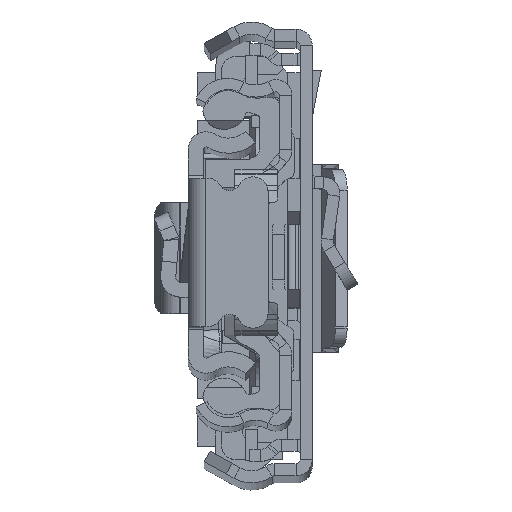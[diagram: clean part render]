
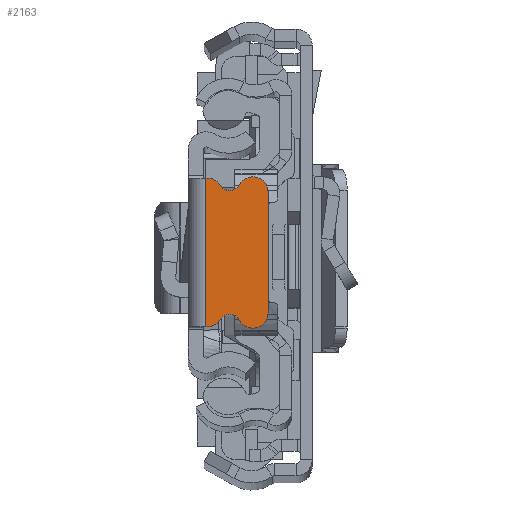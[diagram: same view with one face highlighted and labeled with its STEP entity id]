
A CAD part, top view. The second image highlights one B-rep face of the part: STEP entity #2163.
In plain terms, the highlighted planar face has unit normal (0, 0, 1).
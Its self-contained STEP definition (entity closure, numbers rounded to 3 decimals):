
#1067 = ORIENTED_EDGE ( 'NONE', *, *, #1214, .T. ) ;
#1108 = CARTESIAN_POINT ( 'NONE',  ( -3.206, 6.658, 0. ) ) ;
#1214 = EDGE_CURVE ( 'NONE', #23280, #33616, #12277, .T. ) ;
#1357 = CARTESIAN_POINT ( 'NONE',  ( 397.771, 0., 0. ) ) ;
#1823 = CARTESIAN_POINT ( 'NONE',  ( -1.75, 7.37, 0. ) ) ;
#2163 = ADVANCED_FACE ( 'NONE', ( #28179 ), #15300, .T. ) ;
#2358 = AXIS2_PLACEMENT_3D ( 'NONE', #21143, #26773, #13032 ) ;
#2911 = AXIS2_PLACEMENT_3D ( 'NONE', #13902, #13734, #10739 ) ;
#2937 = CARTESIAN_POINT ( 'NONE',  ( -1.929, -5.87, 0. ) ) ;
#3125 = DIRECTION ( 'NONE',  ( 0., 0., 1. ) ) ;
#3150 = LINE ( 'NONE', #8299, #8838 ) ;
#3807 = EDGE_CURVE ( 'NONE', #10479, #31152, #22681, .T. ) ;
#4824 = CARTESIAN_POINT ( 'NONE',  ( -7.929, -6., 0. ) ) ;
#5069 = ORIENTED_EDGE ( 'NONE', *, *, #33696, .F. ) ;
#5339 = DIRECTION ( 'NONE',  ( 0., 0., 1. ) ) ;
#6436 = CARTESIAN_POINT ( 'NONE',  ( -6.429, 6., 0. ) ) ;
#6735 = DIRECTION ( 'NONE',  ( 1., 0., 0. ) ) ;
#7085 = ORIENTED_EDGE ( 'NONE', *, *, #3807, .T. ) ;
#7616 = ORIENTED_EDGE ( 'NONE', *, *, #9780, .T. ) ;
#8299 = CARTESIAN_POINT ( 'NONE',  ( -1.75, 0., 0. ) ) ;
#8632 = CARTESIAN_POINT ( 'NONE',  ( -5.109, 6.713, 0. ) ) ;
#8838 = VECTOR ( 'NONE', #23870, 1000. ) ;
#8910 = EDGE_LOOP ( 'NONE', ( #18300, #5069, #7085, #29599, #15359, #34558, #1067, #27751, #7616, #9601 ) ) ;
#9156 = AXIS2_PLACEMENT_3D ( 'NONE', #17257, #19703, #30462 ) ;
#9601 = ORIENTED_EDGE ( 'NONE', *, *, #10130, .F. ) ;
#9780 = EDGE_CURVE ( 'NONE', #22572, #17047, #12954, .T. ) ;
#10130 = EDGE_CURVE ( 'NONE', #28178, #17047, #18785, .T. ) ;
#10479 = VERTEX_POINT ( 'NONE', #11750 ) ;
#10739 = DIRECTION ( 'NONE',  ( 1., 0., 0. ) ) ;
#11164 = VECTOR ( 'NONE', #6735, 1000. ) ;
#11197 = DIRECTION ( 'NONE',  ( -1., 0., 0. ) ) ;
#11750 = CARTESIAN_POINT ( 'NONE',  ( -1.929, 7.37, 0. ) ) ;
#12018 = CARTESIAN_POINT ( 'NONE',  ( -5.109, -6.713, 0. ) ) ;
#12277 = CIRCLE ( 'NONE', #22427, 1.5 ) ;
#12520 = CARTESIAN_POINT ( 'NONE',  ( -7.929, 6., 0. ) ) ;
#12940 = DIRECTION ( 'NONE',  ( 0., -1., 0. ) ) ;
#12954 = CIRCLE ( 'NONE', #21919, 1.5 ) ;
#13032 = DIRECTION ( 'NONE',  ( -1., 0., 0. ) ) ;
#13734 = DIRECTION ( 'NONE',  ( 0., 0., -1. ) ) ;
#13846 = DIRECTION ( 'NONE',  ( -1., 0., 0. ) ) ;
#13902 = CARTESIAN_POINT ( 'NONE',  ( -4.142, 7.236, 0. ) ) ;
#14719 = VERTEX_POINT ( 'NONE', #1823 ) ;
#14787 = CIRCLE ( 'NONE', #9156, 1.1 ) ;
#15300 = PLANE ( 'NONE',  #21497 ) ;
#15359 = ORIENTED_EDGE ( 'NONE', *, *, #17037, .T. ) ;
#15688 = EDGE_CURVE ( 'NONE', #31152, #33414, #19824, .T. ) ;
#15811 = EDGE_CURVE ( 'NONE', #33616, #22572, #14787, .T. ) ;
#16646 = VERTEX_POINT ( 'NONE', #12520 ) ;
#16681 = CARTESIAN_POINT ( 'NONE',  ( -7.929, -6., 0. ) ) ;
#16839 = CARTESIAN_POINT ( 'NONE',  ( -1.929, -7.37, 0. ) ) ;
#17037 = EDGE_CURVE ( 'NONE', #33414, #16646, #21582, .T. ) ;
#17047 = VERTEX_POINT ( 'NONE', #16839 ) ;
#17257 = CARTESIAN_POINT ( 'NONE',  ( -4.142, -7.236, 0. ) ) ;
#17652 = AXIS2_PLACEMENT_3D ( 'NONE', #6436, #30740, #13846 ) ;
#18300 = ORIENTED_EDGE ( 'NONE', *, *, #21857, .F. ) ;
#18785 = LINE ( 'NONE', #24620, #21403 ) ;
#19703 = DIRECTION ( 'NONE',  ( 0., 0., -1. ) ) ;
#19824 = CIRCLE ( 'NONE', #2911, 1.1 ) ;
#20125 = LINE ( 'NONE', #26107, #11164 ) ;
#21143 = CARTESIAN_POINT ( 'NONE',  ( -1.929, 5.87, 0. ) ) ;
#21403 = VECTOR ( 'NONE', #11197, 1000. ) ;
#21497 = AXIS2_PLACEMENT_3D ( 'NONE', #1357, #33600, #23248 ) ;
#21582 = CIRCLE ( 'NONE', #17652, 1.5 ) ;
#21820 = DIRECTION ( 'NONE',  ( 1., 0., 0. ) ) ;
#21857 = EDGE_CURVE ( 'NONE', #14719, #28178, #3150, .T. ) ;
#21919 = AXIS2_PLACEMENT_3D ( 'NONE', #2937, #3125, #21820 ) ;
#22427 = AXIS2_PLACEMENT_3D ( 'NONE', #24400, #5339, #27372 ) ;
#22572 = VERTEX_POINT ( 'NONE', #25857 ) ;
#22681 = CIRCLE ( 'NONE', #2358, 1.5 ) ;
#23248 = DIRECTION ( 'NONE',  ( 1., 0., 0. ) ) ;
#23280 = VERTEX_POINT ( 'NONE', #16681 ) ;
#23551 = CARTESIAN_POINT ( 'NONE',  ( -1.75, -7.37, 0. ) ) ;
#23870 = DIRECTION ( 'NONE',  ( 0., -1., 0. ) ) ;
#24400 = CARTESIAN_POINT ( 'NONE',  ( -6.429, -6., 0. ) ) ;
#24620 = CARTESIAN_POINT ( 'NONE',  ( -1.929, -7.37, 0. ) ) ;
#25857 = CARTESIAN_POINT ( 'NONE',  ( -3.206, -6.658, 0. ) ) ;
#26107 = CARTESIAN_POINT ( 'NONE',  ( -1.929, 7.37, 0. ) ) ;
#26773 = DIRECTION ( 'NONE',  ( 0., 0., 1. ) ) ;
#27372 = DIRECTION ( 'NONE',  ( 1., 0., 0. ) ) ;
#27613 = EDGE_CURVE ( 'NONE', #16646, #23280, #29494, .T. ) ;
#27751 = ORIENTED_EDGE ( 'NONE', *, *, #15811, .T. ) ;
#28178 = VERTEX_POINT ( 'NONE', #23551 ) ;
#28179 = FACE_OUTER_BOUND ( 'NONE', #8910, .T. ) ;
#29494 = LINE ( 'NONE', #4824, #33513 ) ;
#29599 = ORIENTED_EDGE ( 'NONE', *, *, #15688, .T. ) ;
#30462 = DIRECTION ( 'NONE',  ( -1., 0., 0. ) ) ;
#30740 = DIRECTION ( 'NONE',  ( 0., 0., 1. ) ) ;
#31152 = VERTEX_POINT ( 'NONE', #1108 ) ;
#33414 = VERTEX_POINT ( 'NONE', #8632 ) ;
#33513 = VECTOR ( 'NONE', #12940, 1000. ) ;
#33600 = DIRECTION ( 'NONE',  ( 0., 0., 1. ) ) ;
#33616 = VERTEX_POINT ( 'NONE', #12018 ) ;
#33696 = EDGE_CURVE ( 'NONE', #10479, #14719, #20125, .T. ) ;
#34558 = ORIENTED_EDGE ( 'NONE', *, *, #27613, .T. ) ;
